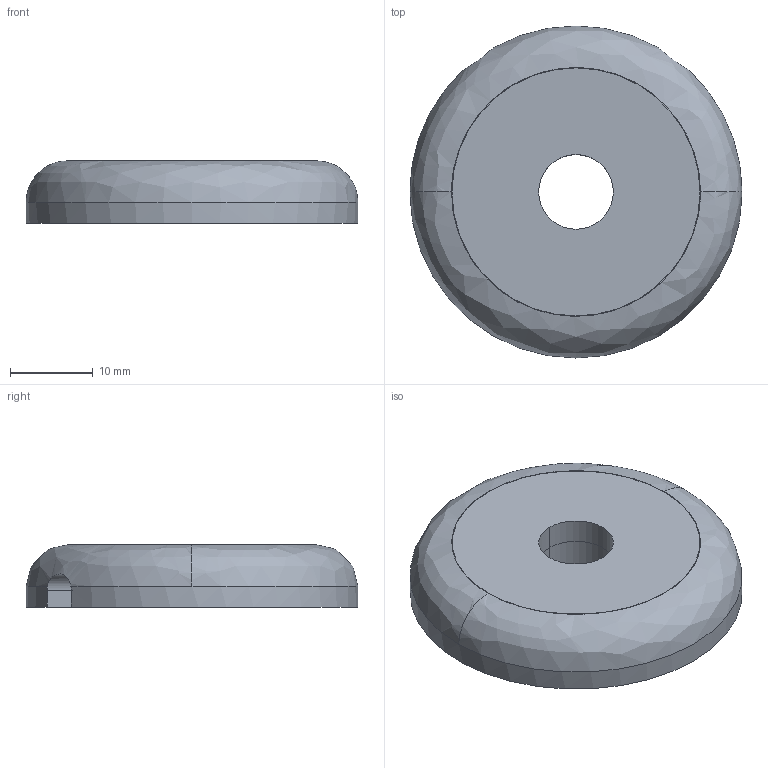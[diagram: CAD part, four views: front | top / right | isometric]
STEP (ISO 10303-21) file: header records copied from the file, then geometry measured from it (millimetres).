
FILE_DESCRIPTION (( 'STEP AP214' ), '1' );
FILE_NAME ('Rexnord-S0338-S0338-67563.STEP', '2019-06-14T11:57:21', ( '' ), ( '' ), 'SwSTEP 2.0', 'SolidWorks 2019', '' );
FILE_SCHEMA (( 'AUTOMOTIVE_DESIGN' ));
Length unit declared in the file: millimetre
Products named in the file (3): Rexnord-S0338-S0338-67563; DISK; MP
Assembly tree (2 placements, depth 2):
  Rexnord-S0338-S0338-67563
    DISK
    MP
Bounding box: 40 x 40 x 7.5 mm (x, y, z)
Volume: 7466.8 mm3; surface area: 5754.2 mm2
Topology: 3 solids, 3 shells, 31 faces, 75 edges, 48 vertices
Faces by surface type: cylinder 15, plane 12, bspline 4
Entity records: 1340 total; most frequent: CARTESIAN_POINT 505, DIRECTION 155, ORIENTED_EDGE 146, EDGE_CURVE 73, AXIS2_PLACEMENT_3D 62, VERTEX_POINT 48, EDGE_LOOP 37, VECTOR 31
